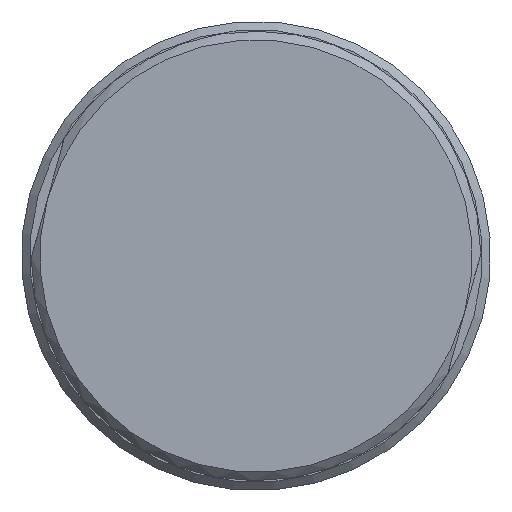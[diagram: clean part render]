
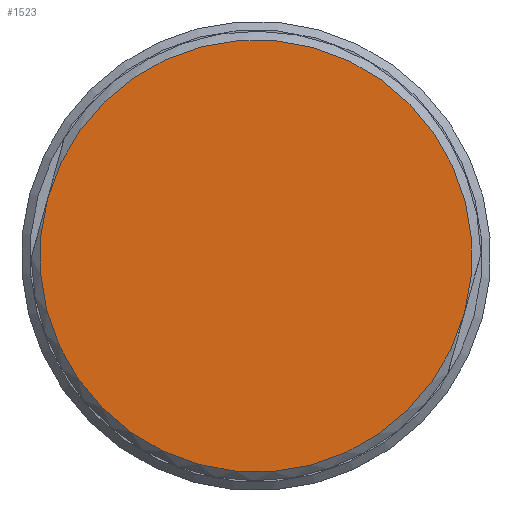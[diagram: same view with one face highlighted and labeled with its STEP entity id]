
A CAD part, left-side view. The second image highlights one B-rep face of the part: STEP entity #1523.
In plain terms, the highlighted planar face has unit normal (-1, 0, 0).
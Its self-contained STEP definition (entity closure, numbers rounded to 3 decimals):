
#1206=CARTESIAN_POINT('',(-57.45,-12.049,-3.327));
#1207=VERTEX_POINT('',#1206);
#1398=CARTESIAN_POINT('',(-57.45,12.049,3.327));
#1399=VERTEX_POINT('',#1398);
#1400=CARTESIAN_POINT('',(-57.45,0.,0.));
#1401=DIRECTION('',(1.0,0.,0.));
#1402=DIRECTION('',(0.,-0.964,-0.266));
#1403=AXIS2_PLACEMENT_3D('',#1400,#1401,#1402);
#1404=CIRCLE('',#1403,12.5);
#1405=EDGE_CURVE('',#1207,#1399,#1404,.T.);
#1486=CARTESIAN_POINT('',(-57.45,0.,0.));
#1487=DIRECTION('',(1.0,0.,0.));
#1488=DIRECTION('',(0.,-0.964,-0.266));
#1489=AXIS2_PLACEMENT_3D('',#1486,#1487,#1488);
#1490=CIRCLE('',#1489,12.5);
#1491=EDGE_CURVE('',#1399,#1207,#1490,.T.);
#1514=CARTESIAN_POINT('',(-57.45,10.302,2.845));
#1515=DIRECTION('',(-1.0,0.0,0.0));
#1516=DIRECTION('',(0.0,-0.266,0.964));
#1517=AXIS2_PLACEMENT_3D('',#1514,#1515,#1516);
#1518=PLANE('',#1517);
#1519=ORIENTED_EDGE('',*,*,#1491,.F.);
#1520=ORIENTED_EDGE('',*,*,#1405,.F.);
#1521=EDGE_LOOP('',(#1519,#1520));
#1522=FACE_OUTER_BOUND('',#1521,.T.);
#1523=ADVANCED_FACE('',(#1522),#1518,.T.);
